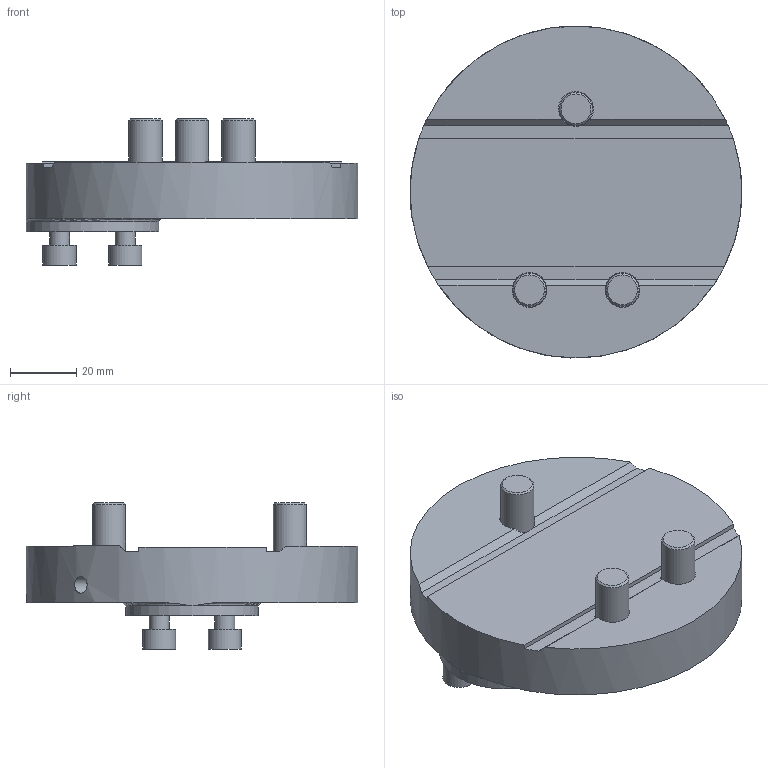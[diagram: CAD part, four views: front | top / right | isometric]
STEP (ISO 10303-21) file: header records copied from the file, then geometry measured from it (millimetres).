
FILE_DESCRIPTION(/* description */ (''),/* implementation_level */ '2;1');
FILE_NAME(/* name */ '1529305322302.stp',/* time_stamp */ '2018-06-18T09:02:09+02:00',/* author */ (''),/* organization */ ('SMS'),/* preprocessor_version */ 'ST-DEVELOPER v15',/* originating_system */ 'SIEMENS PLM Software NX 8.5',/* authorisation */ '');
FILE_SCHEMA (('AUTOMOTIVE_DESIGN { 1 0 10303 214 3 1 1 1 }'));
Length unit declared in the file: millimetre
Products named in the file (1): 570-100_20_30-40R
Bounding box: 100 x 100 x 44.02 mm (x, y, z)
Volume: 138489.1 mm3; surface area: 29778.8 mm2
Topology: 1 solids, 1 shells, 104 faces, 243 edges, 167 vertices
Faces by surface type: plane 76, cylinder 22, cone 5, torus 1
Full cylindrical faces by diameter (mm): 5 x2, 6 x3, 10 x6, 10.5 x3, 16 x3, 16.2 x3, 40 x1, 100 x1
Entity records: 2958 total; most frequent: CARTESIAN_POINT 659, DIRECTION 476, ORIENTED_EDGE 396, EDGE_CURVE 198, AXIS2_PLACEMENT_3D 175, EDGE_LOOP 154, VERTEX_POINT 148, LINE 126
